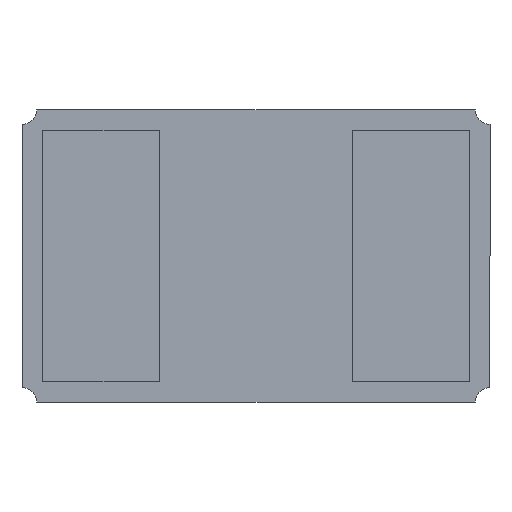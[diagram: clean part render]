
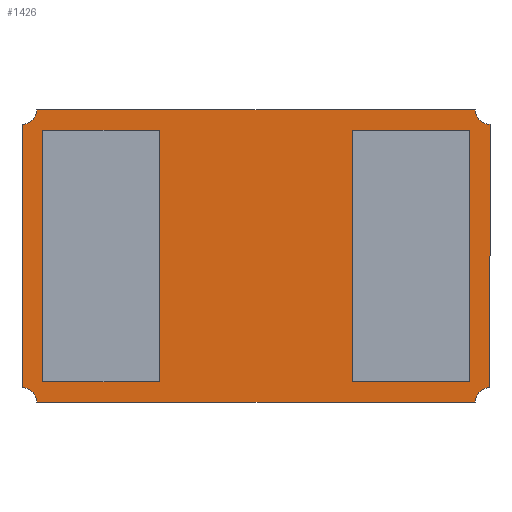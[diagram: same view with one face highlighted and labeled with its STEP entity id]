
A CAD part, front view. The second image highlights one B-rep face of the part: STEP entity #1426.
In plain terms, the highlighted planar face has unit normal (0, -1, 0).
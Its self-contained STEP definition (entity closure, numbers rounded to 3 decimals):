
#1 = ORIENTED_EDGE ( 'NONE', *, *, #1115, .F. ) ;
#20 = CARTESIAN_POINT ( 'NONE',  ( 0.8, 0.02, -0.45 ) ) ;
#32 = AXIS2_PLACEMENT_3D ( 'NONE', #57, #826, #159 ) ;
#41 = CARTESIAN_POINT ( 'NONE',  ( -0.8, 0.02, 0.45 ) ) ;
#57 = CARTESIAN_POINT ( 'NONE',  ( -0.8, 0.02, 0.5 ) ) ;
#66 = VECTOR ( 'NONE', #1110, 1000. ) ;
#67 = AXIS2_PLACEMENT_3D ( 'NONE', #980, #313, #1096 ) ;
#115 = CIRCLE ( 'NONE', #67, 0.05 ) ;
#139 = CIRCLE ( 'NONE', #32, 0.05 ) ;
#141 = CARTESIAN_POINT ( 'NONE',  ( -0.8, 0.02, -0.45 ) ) ;
#143 = DIRECTION ( 'NONE',  ( 0., -1., 0. ) ) ;
#147 = VERTEX_POINT ( 'NONE', #20 ) ;
#150 = DIRECTION ( 'NONE',  ( 0., 0., 1. ) ) ;
#157 = ORIENTED_EDGE ( 'NONE', *, *, #1425, .F. ) ;
#159 = DIRECTION ( 'NONE',  ( 0., 0., -1. ) ) ;
#207 = CIRCLE ( 'NONE', #1244, 0.05 ) ;
#219 = LINE ( 'NONE', #41, #514 ) ;
#276 = AXIS2_PLACEMENT_3D ( 'NONE', #1206, #420, #1210 ) ;
#285 = EDGE_CURVE ( 'NONE', #147, #805, #207, .T. ) ;
#313 = DIRECTION ( 'NONE',  ( 0., -1., 0. ) ) ;
#318 = VECTOR ( 'NONE', #1278, 1000. ) ;
#325 = EDGE_CURVE ( 'NONE', #765, #494, #139, .T. ) ;
#403 = FACE_OUTER_BOUND ( 'NONE', #534, .T. ) ;
#405 = ORIENTED_EDGE ( 'NONE', *, *, #285, .F. ) ;
#420 = DIRECTION ( 'NONE',  ( 0., 1., 0. ) ) ;
#437 = CARTESIAN_POINT ( 'NONE',  ( -0.75, 0.02, 0.5 ) ) ;
#458 = CARTESIAN_POINT ( 'NONE',  ( -0.75, 0.02, -0.5 ) ) ;
#480 = VERTEX_POINT ( 'NONE', #725 ) ;
#484 = CARTESIAN_POINT ( 'NONE',  ( -0.8, 0.02, 0.45 ) ) ;
#487 = CARTESIAN_POINT ( 'NONE',  ( -0.75, 0.02, -0.5 ) ) ;
#494 = VERTEX_POINT ( 'NONE', #1181 ) ;
#514 = VECTOR ( 'NONE', #150, 1000. ) ;
#534 = EDGE_LOOP ( 'NONE', ( #959, #1, #405, #884, #157, #1402, #1312, #1350 ) ) ;
#571 = AXIS2_PLACEMENT_3D ( 'NONE', #810, #143, #924 ) ;
#586 = DIRECTION ( 'NONE',  ( 0., -1., 0. ) ) ;
#661 = LINE ( 'NONE', #487, #1194 ) ;
#724 = VERTEX_POINT ( 'NONE', #141 ) ;
#725 = CARTESIAN_POINT ( 'NONE',  ( 0.8, 0.02, 0.45 ) ) ;
#765 = VERTEX_POINT ( 'NONE', #484 ) ;
#805 = VERTEX_POINT ( 'NONE', #823 ) ;
#810 = CARTESIAN_POINT ( 'NONE',  ( -0.8, 0.02, -0.5 ) ) ;
#823 = CARTESIAN_POINT ( 'NONE',  ( 0.75, 0.02, -0.5 ) ) ;
#824 = VERTEX_POINT ( 'NONE', #938 ) ;
#826 = DIRECTION ( 'NONE',  ( 0., -1., 0. ) ) ;
#827 = DIRECTION ( 'NONE',  ( -1., 0., 0. ) ) ;
#884 = ORIENTED_EDGE ( 'NONE', *, *, #1209, .F. ) ;
#885 = EDGE_CURVE ( 'NONE', #494, #824, #949, .T. ) ;
#915 = LINE ( 'NONE', #1172, #318 ) ;
#924 = DIRECTION ( 'NONE',  ( 0., 0., 1. ) ) ;
#938 = CARTESIAN_POINT ( 'NONE',  ( 0.75, 0.02, 0.5 ) ) ;
#949 = LINE ( 'NONE', #437, #66 ) ;
#959 = ORIENTED_EDGE ( 'NONE', *, *, #1058, .F. ) ;
#980 = CARTESIAN_POINT ( 'NONE',  ( 0.8, 0.02, 0.5 ) ) ;
#985 = VERTEX_POINT ( 'NONE', #458 ) ;
#1058 = EDGE_CURVE ( 'NONE', #985, #724, #1423, .T. ) ;
#1075 = EDGE_CURVE ( 'NONE', #724, #765, #219, .T. ) ;
#1096 = DIRECTION ( 'NONE',  ( 0., 0., 1. ) ) ;
#1110 = DIRECTION ( 'NONE',  ( 1., 0., 0. ) ) ;
#1115 = EDGE_CURVE ( 'NONE', #805, #985, #661, .T. ) ;
#1172 = CARTESIAN_POINT ( 'NONE',  ( 0.8, 0.02, 0.45 ) ) ;
#1181 = CARTESIAN_POINT ( 'NONE',  ( -0.75, 0.02, 0.5 ) ) ;
#1194 = VECTOR ( 'NONE', #827, 1000. ) ;
#1206 = CARTESIAN_POINT ( 'NONE',  ( -0.8, 0.02, -0.5 ) ) ;
#1209 = EDGE_CURVE ( 'NONE', #480, #147, #915, .T. ) ;
#1210 = DIRECTION ( 'NONE',  ( 0., 0., 1. ) ) ;
#1244 = AXIS2_PLACEMENT_3D ( 'NONE', #1261, #586, #1369 ) ;
#1261 = CARTESIAN_POINT ( 'NONE',  ( 0.8, 0.02, -0.5 ) ) ;
#1278 = DIRECTION ( 'NONE',  ( 0., 0., -1. ) ) ;
#1312 = ORIENTED_EDGE ( 'NONE', *, *, #325, .F. ) ;
#1350 = ORIENTED_EDGE ( 'NONE', *, *, #1075, .F. ) ;
#1369 = DIRECTION ( 'NONE',  ( 0., 0., -1. ) ) ;
#1402 = ORIENTED_EDGE ( 'NONE', *, *, #885, .F. ) ;
#1422 = PLANE ( 'NONE',  #276 ) ;
#1423 = CIRCLE ( 'NONE', #571, 0.05 ) ;
#1425 = EDGE_CURVE ( 'NONE', #824, #480, #115, .T. ) ;
#1426 = ADVANCED_FACE ( 'NONE', ( #403 ), #1422, .F. ) ;
